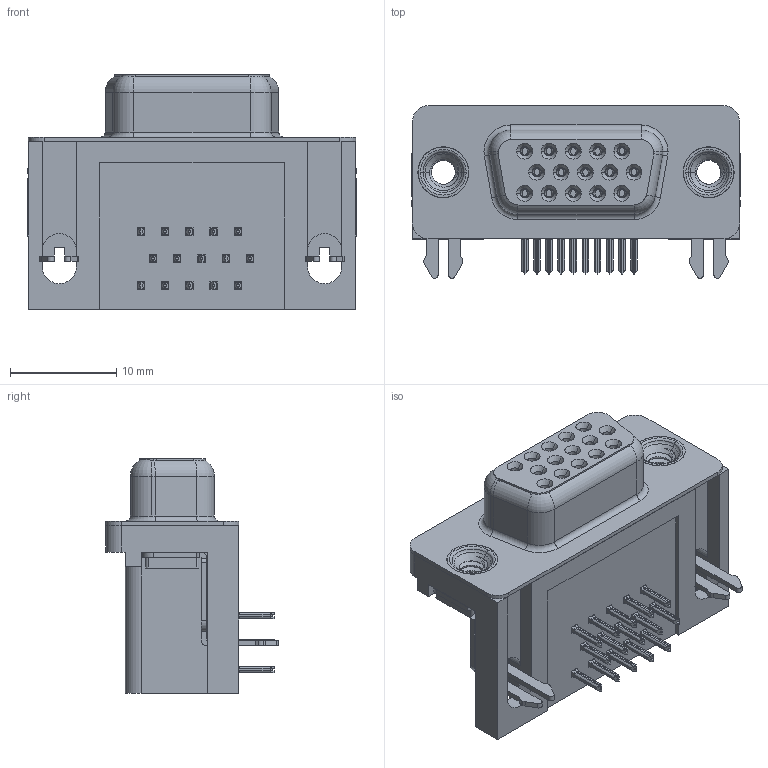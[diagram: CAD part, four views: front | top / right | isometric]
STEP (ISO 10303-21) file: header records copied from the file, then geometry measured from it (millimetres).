
FILE_DESCRIPTION (( 'STEP AP203' ), '1' );
FILE_NAME ('MHHDR-15FNS-A1.STEP', '2025-11-27T20:14:40', ( '' ), ( '' ), 'SwSTEP 2.0', 'SolidWorks 2023', '' );
FILE_SCHEMA (( 'CONFIG_CONTROL_DESIGN' ));
Length unit declared in the file: millimetre
Products named in the file (8): MHHDR Housing; MHHDR Contact Bottom; MHHDR 2 Prong Board Lock; MHHDR Shell; MHHDR Contact Top; MHHDR 4-40 Threaded Rivet; MHHDR Contact Middle; MHHDR-15FNS-A1
Assembly tree (21 placements, depth 2):
  MHHDR-15FNS-A1
    MHHDR Housing
    MHHDR Shell
    MHHDR Contact Bottom  x5
    MHHDR Contact Middle  x5
    MHHDR Contact Top  x5
    MHHDR 2 Prong Board Lock  x2
    MHHDR 4-40 Threaded Rivet  x2
Bounding box: 30.89 x 16.25 x 22.1 mm (x, y, z)
Volume: 4566.6 mm3; surface area: 6517.1 mm2
Topology: 21 solids, 21 shells, 2461 faces, 6482 edges, 4080 vertices
Faces by surface type: plane 1098, cylinder 607, bspline 526, cone 192, torus 38
Entity records: 32431 total; most frequent: CARTESIAN_POINT 11525, ORIENTED_EDGE 4334, DIRECTION 3701, EDGE_CURVE 2167, VERTEX_POINT 1378, VECTOR 1321, LINE 1321, AXIS2_PLACEMENT_3D 1190
